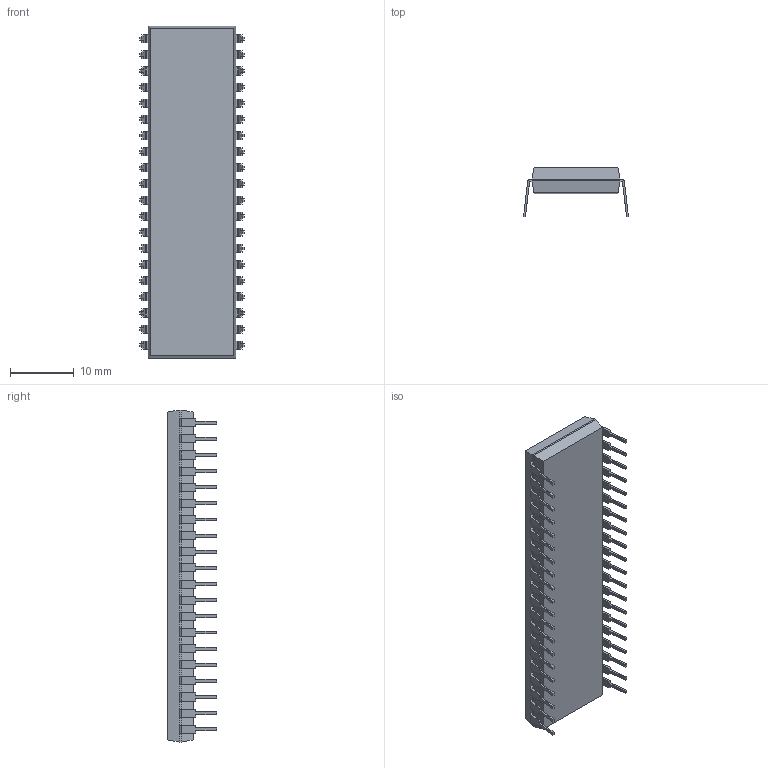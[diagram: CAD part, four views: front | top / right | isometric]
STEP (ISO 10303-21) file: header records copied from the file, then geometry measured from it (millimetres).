
FILE_DESCRIPTION (( 'STEP AP214' ), '1' );
FILE_NAME ('F024E1F3-2D38-42D9-A454-80EB25FE4792.STEP', '2023-04-03T00:59:09', ( '' ), ( '' ), 'SwSTEP 2.0', 'SolidWorks 2022', '' );
FILE_SCHEMA (( 'AUTOMOTIVE_DESIGN' ));
Length unit declared in the file: millimetre
Products named in the file (1): F024E1F3-2D38-42D9-A454-80EB25FE4792
Bounding box: 16.51 x 7.75 x 52.27 mm (x, y, z)
Volume: 2921.2 mm3; surface area: 2496.5 mm2
Topology: 41 solids, 41 shells, 579 faces, 1480 edges, 984 vertices
Faces by surface type: plane 496, cylinder 83
Entity records: 17690 total; most frequent: CARTESIAN_POINT 3050, ORIENTED_EDGE 2960, DIRECTION 2804, EDGE_CURVE 1480, VECTOR 1312, LINE 1312, VERTEX_POINT 984, AXIS2_PLACEMENT_3D 746
